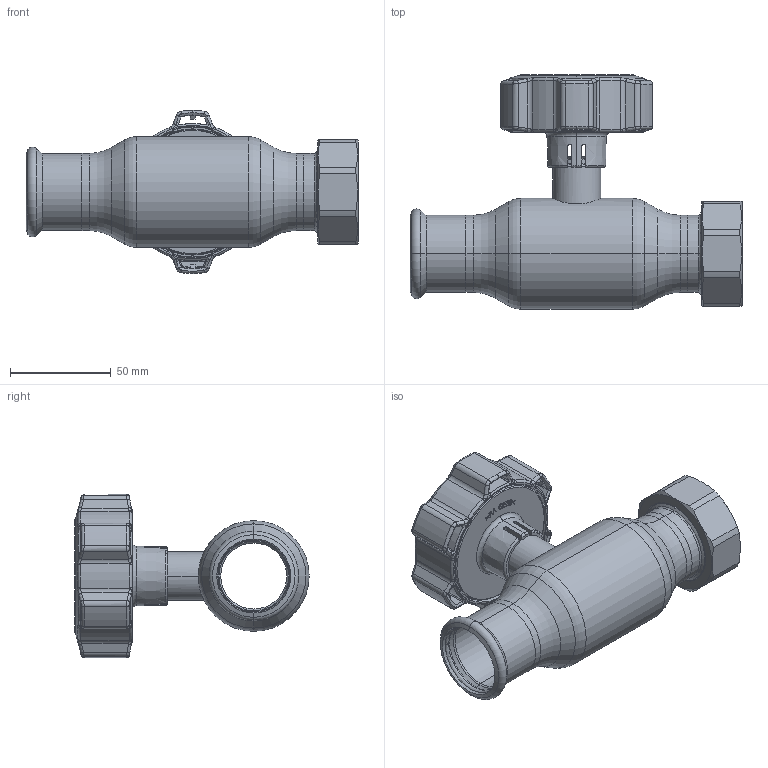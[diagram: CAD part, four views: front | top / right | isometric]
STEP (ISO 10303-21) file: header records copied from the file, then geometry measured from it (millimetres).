
FILE_DESCRIPTION (( 'STEP AP214' ), '1' );
FILE_NAME ('2032001400-0200.step', '2024-01-11T11:05:01', ( '' ), ( '' ), 'SwSTEP 2.0', 'SolidWorks 2021', '' );
FILE_SCHEMA (( 'AUTOMOTIVE_DESIGN' ));
Length unit declared in the file: millimetre
Products named in the file (1): 2032001400-0200
Bounding box: 164.9 x 116.35 x 81 mm (x, y, z)
Surface area: 65688.6 mm2 (no closed solid volume)
Topology: 0 solids, 22 shells, 590 faces, 1842 edges, 1241 vertices
Faces by surface type: bspline 184, cylinder 147, plane 112, cone 86, torus 61
Entity records: 37507 total; most frequent: CARTESIAN_POINT 16804, ORIENTED_EDGE 3135, DIRECTION 2376, EDGE_CURVE 1840, VERTEX_POINT 1241, AXIS2_PLACEMENT_3D 938, B_SPLINE_CURVE_WITH_KNOTS 765, EDGE_LOOP 626
